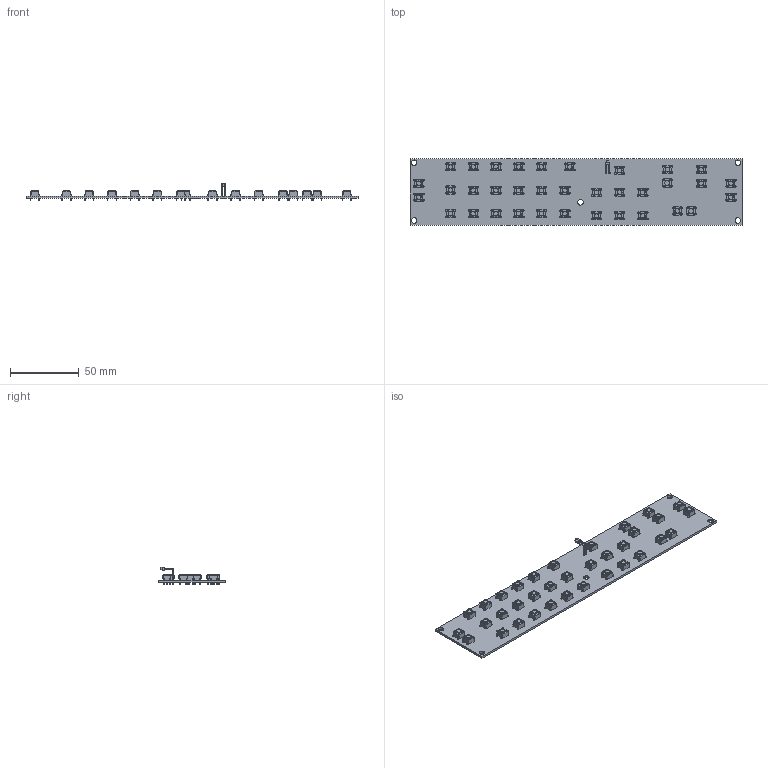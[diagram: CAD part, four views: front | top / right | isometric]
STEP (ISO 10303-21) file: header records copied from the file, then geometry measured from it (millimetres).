
FILE_DESCRIPTION(('KiCad electronic assembly'),'2;1');
FILE_NAME('ufc.step','2024-07-12T14:06:57',('Pcbnew'),('Kicad'), 'Open CASCADE STEP processor 7.8','KiCad to STEP converter','Unknown' );
FILE_SCHEMA(('AUTOMOTIVE_DESIGN { 1 0 10303 214 1 1 1 1 }'));
Length unit declared in the file: millimetre
Products named in the file (6): ufc 1; SW_PUSH_6mm; LED_D1.8mm_W1.8mm_H2.4mm_Horizontal_O6.35mm_Z8.2mm; ufc_PCB
Assembly tree (39 placements, depth 3):
  ufc 1
    SW_PUSH_6mm  x35
      SW_PUSH_6mm
    LED_D1.8mm_W1.8mm_H2.4mm_Horizontal_O6.35mm_Z8.2mm
      LED_D1.8mm_W1.8mm_H2.4mm_Horizontal_O6.35mm_Z8.2mm
    ufc_PCB
Bounding box: 241 x 48 x 12.95 mm (x, y, z)
Volume: 23182.6 mm3; surface area: 31781.5 mm2
Topology: 37 solids, 37 shells, 3860 faces, 10217 edges, 6609 vertices
Faces by surface type: plane 2242, cylinder 1583, torus 35
Full cylindrical faces by diameter (mm): 0.9 x2, 1 x140, 1.1 x140, 1.8 x1, 3.5 x35, 4 x4, 4.031 x1
Entity records: 11296 total; most frequent: DIRECTION 1835, CARTESIAN_POINT 1652, ORIENTED_EDGE 1598, EDGE_CURVE 799, AXIS2_PLACEMENT_3D 706, FACE_BOUND 592, EDGE_LOOP 592, VERTEX_POINT 523
